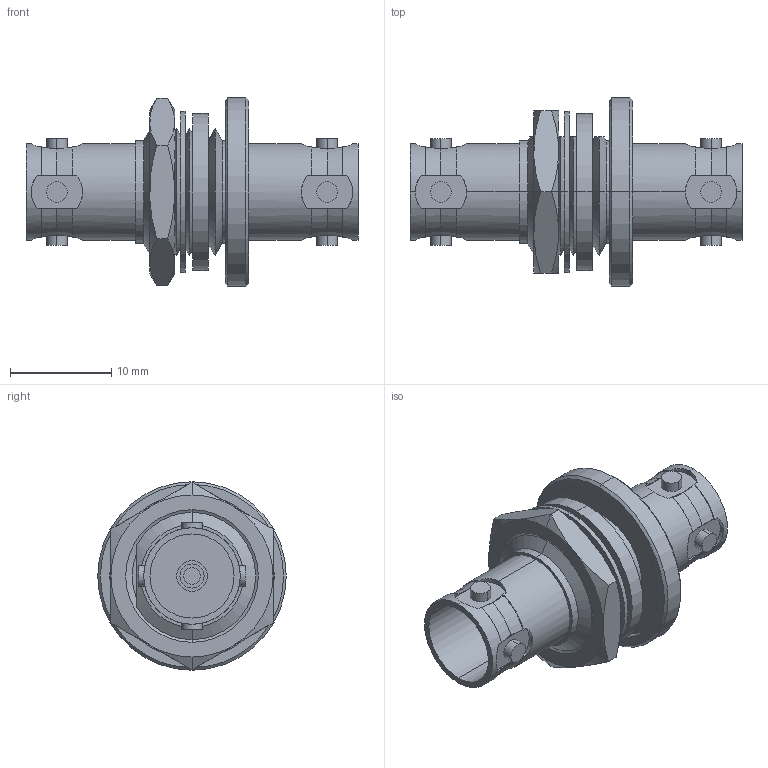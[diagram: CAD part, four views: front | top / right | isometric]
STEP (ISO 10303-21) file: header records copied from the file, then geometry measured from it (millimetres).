
FILE_DESCRIPTION (( 'STEP AP214' ), '1' );
FILE_NAME ('LCADMSB00006_3D.step', '2023-08-09T19:39:33', ( '' ), ( '' ), 'SwSTEP 2.0', 'SolidWorks 2022', '' );
FILE_SCHEMA (( 'AUTOMOTIVE_DESIGN' ));
Length unit declared in the file: millimetre
Products named in the file (5): Copy of MSB00006-MA4^LCADMSB00006; LCADMSB00006_3D; Copy of MSB00006-MA2^LCADMSB00006; Copy of MSB00006-MA3^LCADMSB00006; Copy of MSB00006-MA1-NEW^LCADMSB00006
Assembly tree (4 placements, depth 2):
  LCADMSB00006_3D
    Copy of MSB00006-MA1-NEW^LCADMSB00006
    Copy of MSB00006-MA2^LCADMSB00006
    Copy of MSB00006-MA3^LCADMSB00006
    Copy of MSB00006-MA4^LCADMSB00006
Bounding box: 32.77 x 18.59 x 18.59 mm (x, y, z)
Volume: 2116 mm3; surface area: 3691.5 mm2
Topology: 4 solids, 4 shells, 295 faces, 753 edges, 486 vertices
Faces by surface type: plane 120, cylinder 111, cone 48, torus 16
Entity records: 10642 total; most frequent: CARTESIAN_POINT 2155, DIRECTION 1569, ORIENTED_EDGE 1506, EDGE_CURVE 753, AXIS2_PLACEMENT_3D 594, VERTEX_POINT 486, VECTOR 381, LINE 381
